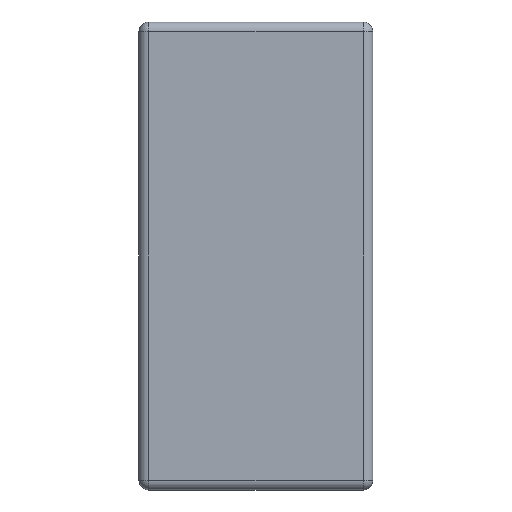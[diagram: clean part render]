
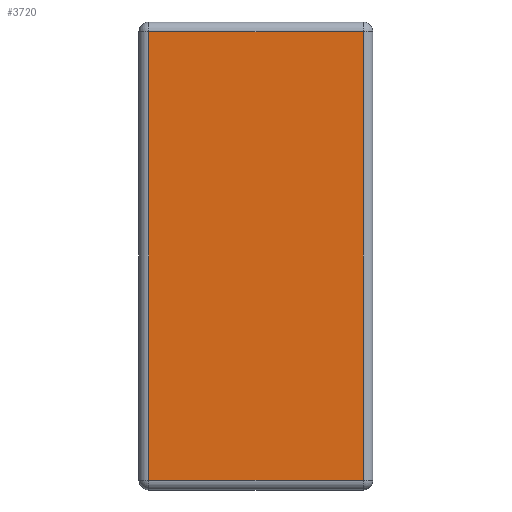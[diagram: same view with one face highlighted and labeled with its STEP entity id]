
A CAD part, left-side view. The second image highlights one B-rep face of the part: STEP entity #3720.
In plain terms, the highlighted planar face has unit normal (-1, 0, 0).
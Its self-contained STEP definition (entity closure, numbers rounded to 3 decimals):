
#33 = DIRECTION ( 'NONE',  ( 0., 0., 1. ) ) ;
#274 = PLANE ( 'NONE',  #4395 ) ;
#428 = VERTEX_POINT ( 'NONE', #1820 ) ;
#453 = LINE ( 'NONE', #2900, #1966 ) ;
#850 = EDGE_CURVE ( 'NONE', #3262, #428, #4234, .T. ) ;
#988 = LINE ( 'NONE', #4152, #3617 ) ;
#1145 = EDGE_LOOP ( 'NONE', ( #2559, #2106, #1637, #4450 ) ) ;
#1271 = CARTESIAN_POINT ( 'NONE',  ( 0., 0.06, -0.06 ) ) ;
#1441 = CARTESIAN_POINT ( 'NONE',  ( 0., 1.39, -2.9 ) ) ;
#1637 = ORIENTED_EDGE ( 'NONE', *, *, #1669, .T. ) ;
#1654 = DIRECTION ( 'NONE',  ( 0., 0., 1. ) ) ;
#1669 = EDGE_CURVE ( 'NONE', #4360, #2833, #988, .T. ) ;
#1730 = CARTESIAN_POINT ( 'NONE',  ( 0., 1.39, -2.84 ) ) ;
#1820 = CARTESIAN_POINT ( 'NONE',  ( 0., 0.06, -2.84 ) ) ;
#1966 = VECTOR ( 'NONE', #33, 1000. ) ;
#2106 = ORIENTED_EDGE ( 'NONE', *, *, #3403, .T. ) ;
#2340 = EDGE_CURVE ( 'NONE', #2833, #3262, #4334, .T. ) ;
#2389 = VECTOR ( 'NONE', #3480, 1000. ) ;
#2559 = ORIENTED_EDGE ( 'NONE', *, *, #850, .T. ) ;
#2806 = CARTESIAN_POINT ( 'NONE',  ( 0., 0., -2.84 ) ) ;
#2833 = VERTEX_POINT ( 'NONE', #3938 ) ;
#2900 = CARTESIAN_POINT ( 'NONE',  ( 0., 0.06, 0. ) ) ;
#3262 = VERTEX_POINT ( 'NONE', #1730 ) ;
#3403 = EDGE_CURVE ( 'NONE', #428, #4360, #453, .T. ) ;
#3480 = DIRECTION ( 'NONE',  ( 0., -1., 0. ) ) ;
#3597 = VECTOR ( 'NONE', #4271, 1000. ) ;
#3617 = VECTOR ( 'NONE', #4184, 1000. ) ;
#3720 = ADVANCED_FACE ( 'NONE', ( #4663 ), #274, .T. ) ;
#3938 = CARTESIAN_POINT ( 'NONE',  ( 0., 1.39, -0.06 ) ) ;
#4152 = CARTESIAN_POINT ( 'NONE',  ( 0., 1.45, -0.06 ) ) ;
#4184 = DIRECTION ( 'NONE',  ( 0., 1., 0. ) ) ;
#4234 = LINE ( 'NONE', #2806, #2389 ) ;
#4271 = DIRECTION ( 'NONE',  ( 0., 0., -1. ) ) ;
#4334 = LINE ( 'NONE', #1441, #3597 ) ;
#4360 = VERTEX_POINT ( 'NONE', #1271 ) ;
#4395 = AXIS2_PLACEMENT_3D ( 'NONE', #4573, #4556, #1654 ) ;
#4450 = ORIENTED_EDGE ( 'NONE', *, *, #2340, .T. ) ;
#4556 = DIRECTION ( 'NONE',  ( -1., 0., 0. ) ) ;
#4573 = CARTESIAN_POINT ( 'NONE',  ( 0., 0., 0. ) ) ;
#4663 = FACE_OUTER_BOUND ( 'NONE', #1145, .T. ) ;
